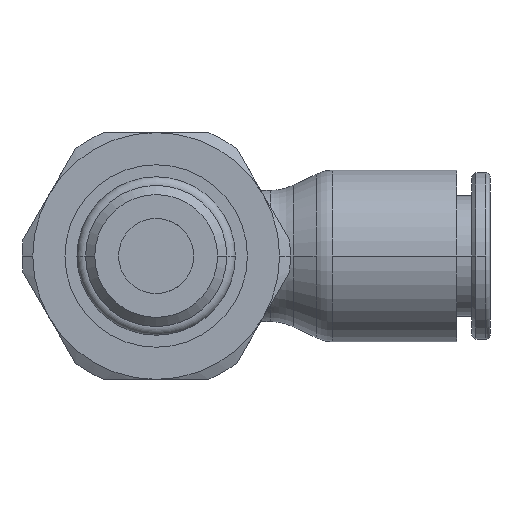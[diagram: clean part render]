
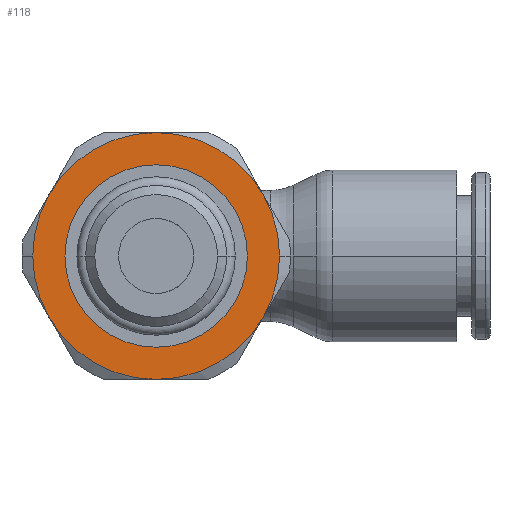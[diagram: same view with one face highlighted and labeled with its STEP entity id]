
A CAD part, front view. The second image highlights one B-rep face of the part: STEP entity #118.
In plain terms, the highlighted planar face has unit normal (0, -1, 0).
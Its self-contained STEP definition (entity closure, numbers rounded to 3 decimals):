
#118=ADVANCED_FACE('',(#316,#317),#318,.T.);
#316=FACE_BOUND('',#578,.T.);
#317=FACE_OUTER_BOUND('',#579,.T.);
#318=PLANE('',#580);
#578=EDGE_LOOP('',(#1252,#1253));
#579=EDGE_LOOP('',(#1254,#1255,#1256,#1257,#1258,#1259,#1260,#1261));
#580=AXIS2_PLACEMENT_3D('',#1262,#1263,#1264);
#1252=ORIENTED_EDGE('',*,*,#1774,.T.);
#1253=ORIENTED_EDGE('',*,*,#1741,.T.);
#1254=ORIENTED_EDGE('',*,*,#1808,.F.);
#1255=ORIENTED_EDGE('',*,*,#1810,.F.);
#1256=ORIENTED_EDGE('',*,*,#1814,.F.);
#1257=ORIENTED_EDGE('',*,*,#1817,.F.);
#1258=ORIENTED_EDGE('',*,*,#1666,.F.);
#1259=ORIENTED_EDGE('',*,*,#1822,.F.);
#1260=ORIENTED_EDGE('',*,*,#1826,.F.);
#1261=ORIENTED_EDGE('',*,*,#1668,.F.);
#1262=CARTESIAN_POINT('',(5.75,-4.499,0.0));
#1263=DIRECTION('',(-0.0,-1.0,-0.0));
#1264=DIRECTION('',(-1.0,0.0,0.0));
#1666=EDGE_CURVE('',#1992,#1988,#1994,.T.);
#1668=EDGE_CURVE('',#1995,#1997,#1998,.T.);
#1741=EDGE_CURVE('',#2129,#2126,#2130,.T.);
#1774=EDGE_CURVE('',#2126,#2129,#2183,.T.);
#1808=EDGE_CURVE('',#2229,#1995,#2231,.T.);
#1810=EDGE_CURVE('',#2233,#2229,#2235,.T.);
#1814=EDGE_CURVE('',#2240,#2233,#2242,.T.);
#1817=EDGE_CURVE('',#1988,#2240,#2246,.T.);
#1822=EDGE_CURVE('',#2252,#1992,#2254,.T.);
#1826=EDGE_CURVE('',#1997,#2252,#2260,.T.);
#1988=VERTEX_POINT('',#2534);
#1992=VERTEX_POINT('',#2539);
#1994=CIRCLE('',#2552,11.5);
#1995=VERTEX_POINT('',#2553);
#1997=VERTEX_POINT('',#2556);
#1998=CIRCLE('',#2557,11.5);
#2126=VERTEX_POINT('',#2794);
#2129=VERTEX_POINT('',#2798);
#2130=CIRCLE('',#2799,8.5);
#2183=CIRCLE('',#3011,8.5);
#2229=VERTEX_POINT('',#3104);
#2231=CIRCLE('',#3117,11.5);
#2233=VERTEX_POINT('',#3119);
#2235=CIRCLE('',#3132,11.5);
#2240=VERTEX_POINT('',#3148);
#2242=CIRCLE('',#3161,11.5);
#2246=CIRCLE('',#3176,11.5);
#2252=VERTEX_POINT('',#3204);
#2254=CIRCLE('',#3217,11.5);
#2260=CIRCLE('',#3245,11.5);
#2534=CARTESIAN_POINT('',(-11.5,-4.499,0.));
#2539=CARTESIAN_POINT('',(-9.959,-4.499,-5.75));
#2552=AXIS2_PLACEMENT_3D('',#3604,#3605,#3606);
#2553=CARTESIAN_POINT('',(11.5,-4.499,0.));
#2556=CARTESIAN_POINT('',(9.959,-4.499,-5.75));
#2557=AXIS2_PLACEMENT_3D('',#3608,#3609,#3610);
#2794=CARTESIAN_POINT('',(8.5,-4.499,0.0));
#2798=CARTESIAN_POINT('',(-8.5,-4.499,0.));
#2799=AXIS2_PLACEMENT_3D('',#3769,#3770,#3771);
#3011=AXIS2_PLACEMENT_3D('',#3842,#3843,#3844);
#3104=CARTESIAN_POINT('',(9.959,-4.499,5.75));
#3117=AXIS2_PLACEMENT_3D('',#3923,#3924,#3925);
#3119=CARTESIAN_POINT('',(0.,-4.499,11.5));
#3132=AXIS2_PLACEMENT_3D('',#3926,#3927,#3928);
#3148=CARTESIAN_POINT('',(-9.959,-4.499,5.75));
#3161=AXIS2_PLACEMENT_3D('',#3932,#3933,#3934);
#3176=AXIS2_PLACEMENT_3D('',#3938,#3939,#3940);
#3204=CARTESIAN_POINT('',(0.0,-4.499,-11.5));
#3217=AXIS2_PLACEMENT_3D('',#3944,#3945,#3946);
#3245=AXIS2_PLACEMENT_3D('',#3950,#3951,#3952);
#3604=CARTESIAN_POINT('',(0.0,-4.499,0.0));
#3605=DIRECTION('',(-0.0,1.0,0.0));
#3606=DIRECTION('',(1.0,0.0,0.0));
#3608=CARTESIAN_POINT('',(0.0,-4.499,0.0));
#3609=DIRECTION('',(-0.0,1.0,0.0));
#3610=DIRECTION('',(1.0,0.0,0.0));
#3769=CARTESIAN_POINT('',(0.0,-4.499,0.0));
#3770=DIRECTION('',(-0.0,1.0,0.0));
#3771=DIRECTION('',(1.0,0.0,0.0));
#3842=CARTESIAN_POINT('',(0.0,-4.499,0.0));
#3843=DIRECTION('',(-0.0,1.0,0.0));
#3844=DIRECTION('',(1.0,0.0,0.0));
#3923=CARTESIAN_POINT('',(0.0,-4.499,0.0));
#3924=DIRECTION('',(-0.0,1.0,0.0));
#3925=DIRECTION('',(1.0,0.0,0.0));
#3926=CARTESIAN_POINT('',(0.0,-4.499,0.0));
#3927=DIRECTION('',(-0.0,1.0,0.0));
#3928=DIRECTION('',(1.0,0.0,0.0));
#3932=CARTESIAN_POINT('',(0.0,-4.499,0.0));
#3933=DIRECTION('',(-0.0,1.0,0.0));
#3934=DIRECTION('',(1.0,0.0,0.0));
#3938=CARTESIAN_POINT('',(0.0,-4.499,0.0));
#3939=DIRECTION('',(-0.0,1.0,0.0));
#3940=DIRECTION('',(1.0,0.0,0.0));
#3944=CARTESIAN_POINT('',(0.0,-4.499,0.0));
#3945=DIRECTION('',(-0.0,1.0,0.0));
#3946=DIRECTION('',(1.0,0.0,0.0));
#3950=CARTESIAN_POINT('',(0.0,-4.499,0.0));
#3951=DIRECTION('',(-0.0,1.0,0.0));
#3952=DIRECTION('',(1.0,0.0,0.0));
